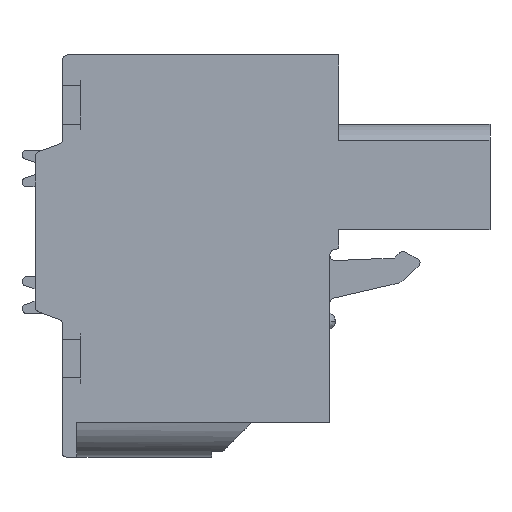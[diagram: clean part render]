
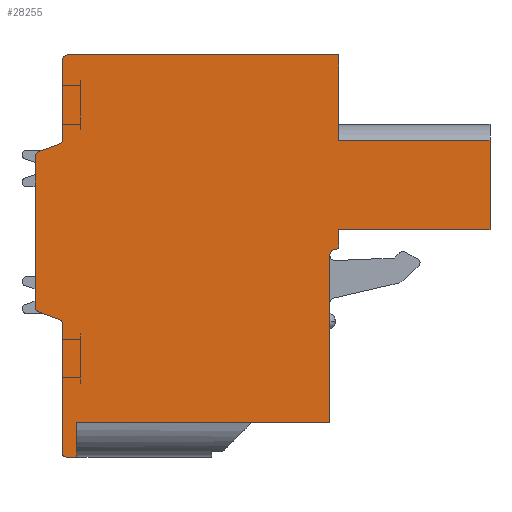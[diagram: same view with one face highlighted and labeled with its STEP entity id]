
A CAD part, front view. The second image highlights one B-rep face of the part: STEP entity #28255.
In plain terms, the highlighted planar face has unit normal (0, -1, 0).
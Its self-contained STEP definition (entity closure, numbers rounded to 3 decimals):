
#2551=DIRECTION('',(0.,0.,1.));
#2552=VECTOR('',#2551,4.7);
#2553=CARTESIAN_POINT('',(4.181,-111.66,6.775));
#2554=LINE('',#2553,#2552);
#2752=DIRECTION('',(-1.,0.,0.));
#2753=VECTOR('',#2752,8.3);
#2754=CARTESIAN_POINT('',(12.481,-111.66,6.775));
#2755=LINE('',#2754,#2753);
#2756=DIRECTION('',(0.,0.,-1.));
#2757=VECTOR('',#2756,4.9);
#2758=CARTESIAN_POINT('',(12.481,-111.66,6.775));
#2759=LINE('',#2758,#2757);
#2760=DIRECTION('',(-1.,0.,0.));
#2761=VECTOR('',#2760,8.3);
#2762=CARTESIAN_POINT('',(12.481,-111.66,1.875));
#2763=LINE('',#2762,#2761);
#2764=DIRECTION('',(0.,0.,-1.));
#2765=VECTOR('',#2764,0.901);
#2766=CARTESIAN_POINT('',(4.181,-111.66,1.875));
#2767=LINE('',#2766,#2765);
#2768=CARTESIAN_POINT('',(3.981,-111.66,0.974));
#2769=DIRECTION('',(0.,1.,0.));
#2770=DIRECTION('',(1.,0.,0.));
#2771=AXIS2_PLACEMENT_3D('',#2768,#2769,#2770);
#2773=CARTESIAN_POINT('',(3.981,-111.66,0.474));
#2774=DIRECTION('',(0.,-1.,0.));
#2775=DIRECTION('',(0.,0.,1.));
#2776=AXIS2_PLACEMENT_3D('',#2773,#2774,#2775);
#2778=DIRECTION('',(-1.,0.,0.));
#2779=VECTOR('',#2778,13.9);
#2780=CARTESIAN_POINT('',(3.681,-111.66,-8.725));
#2781=LINE('',#2780,#2779);
#2782=DIRECTION('',(0.,0.,-1.));
#2783=VECTOR('',#2782,1.9);
#2784=CARTESIAN_POINT('',(-10.219,-111.66,-8.725));
#2785=LINE('',#2784,#2783);
#2786=DIRECTION('',(-1.,0.,0.));
#2787=VECTOR('',#2786,0.6);
#2788=CARTESIAN_POINT('',(-10.219,-111.66,-10.625));
#2789=LINE('',#2788,#2787);
#2790=CARTESIAN_POINT('',(-10.819,-111.66,-10.425));
#2791=DIRECTION('',(0.,1.,0.));
#2792=DIRECTION('',(0.,0.,-1.));
#2793=AXIS2_PLACEMENT_3D('',#2790,#2791,#2792);
#2795=DIRECTION('',(0.,0.,1.));
#2796=VECTOR('',#2795,7.095);
#2797=CARTESIAN_POINT('',(-11.019,-111.66,-10.425));
#2798=LINE('',#2797,#2796);
#2799=CARTESIAN_POINT('',(-11.319,-111.66,-3.33));
#2800=DIRECTION('',(0.,-1.,0.));
#2801=DIRECTION('',(1.,0.,0.));
#2802=AXIS2_PLACEMENT_3D('',#2799,#2800,#2801);
#2804=DIRECTION('',(-0.94,0.,0.342));
#2805=VECTOR('',#2804,1.176);
#2806=CARTESIAN_POINT('',(-11.216,-111.66,-3.048));
#2807=LINE('',#2806,#2805);
#2808=CARTESIAN_POINT('',(-12.219,-111.66,-2.364));
#2809=DIRECTION('',(0.,1.,0.));
#2810=DIRECTION('',(-0.342,0.,-0.94));
#2811=AXIS2_PLACEMENT_3D('',#2808,#2809,#2810);
#2813=DIRECTION('',(0.,0.,1.));
#2814=VECTOR('',#2813,8.238);
#2815=CARTESIAN_POINT('',(-12.519,-111.66,-2.364));
#2816=LINE('',#2815,#2814);
#2817=CARTESIAN_POINT('',(-12.219,-111.66,5.874));
#2818=DIRECTION('',(0.,1.,0.));
#2819=DIRECTION('',(-1.,0.,0.));
#2820=AXIS2_PLACEMENT_3D('',#2817,#2818,#2819);
#2822=DIRECTION('',(0.94,0.,0.342));
#2823=VECTOR('',#2822,1.176);
#2824=CARTESIAN_POINT('',(-12.321,-111.66,6.156));
#2825=LINE('',#2824,#2823);
#2826=CARTESIAN_POINT('',(-11.319,-111.66,6.84));
#2827=DIRECTION('',(0.,-1.,0.));
#2828=DIRECTION('',(0.342,0.,-0.94));
#2829=AXIS2_PLACEMENT_3D('',#2826,#2827,#2828);
#2831=DIRECTION('',(0.,0.,1.));
#2832=VECTOR('',#2831,4.335);
#2833=CARTESIAN_POINT('',(-11.019,-111.66,6.84));
#2834=LINE('',#2833,#2832);
#2835=CARTESIAN_POINT('',(-10.719,-111.66,11.175));
#2836=DIRECTION('',(0.,1.,0.));
#2837=DIRECTION('',(-1.,0.,0.));
#2838=AXIS2_PLACEMENT_3D('',#2835,#2836,#2837);
#2840=DIRECTION('',(1.,0.,0.));
#2841=VECTOR('',#2840,14.9);
#2842=CARTESIAN_POINT('',(-10.719,-111.66,11.475));
#2843=LINE('',#2842,#2841);
#4080=DIRECTION('',(0.,0.,1.));
#4081=VECTOR('',#4080,9.199);
#4082=CARTESIAN_POINT('',(3.681,-111.66,-8.725));
#4083=LINE('',#4082,#4081);
#20144=CARTESIAN_POINT('',(-12.519,-111.66,-2.364));
#20145=CARTESIAN_POINT('',(-12.519,-111.66,5.874));
#20146=VERTEX_POINT('',#20144);
#20147=VERTEX_POINT('',#20145);
#20148=CARTESIAN_POINT('',(-12.321,-111.66,6.156));
#20149=VERTEX_POINT('',#20148);
#20150=CARTESIAN_POINT('',(-11.216,-111.66,6.558));
#20151=VERTEX_POINT('',#20150);
#20152=CARTESIAN_POINT('',(-11.019,-111.66,6.84));
#20153=VERTEX_POINT('',#20152);
#20154=CARTESIAN_POINT('',(-11.019,-111.66,11.175));
#20155=VERTEX_POINT('',#20154);
#20156=CARTESIAN_POINT('',(-10.719,-111.66,11.475));
#20157=VERTEX_POINT('',#20156);
#20158=CARTESIAN_POINT('',(4.181,-111.66,11.475));
#20159=VERTEX_POINT('',#20158);
#20160=CARTESIAN_POINT('',(3.681,-111.66,-8.725));
#20161=CARTESIAN_POINT('',(-10.219,-111.66,-8.725));
#20162=VERTEX_POINT('',#20160);
#20163=VERTEX_POINT('',#20161);
#20164=CARTESIAN_POINT('',(-10.219,-111.66,-10.625));
#20165=VERTEX_POINT('',#20164);
#20166=CARTESIAN_POINT('',(-10.819,-111.66,-10.625));
#20167=VERTEX_POINT('',#20166);
#20168=CARTESIAN_POINT('',(-11.019,-111.66,-10.425));
#20169=VERTEX_POINT('',#20168);
#20170=CARTESIAN_POINT('',(-11.019,-111.66,-3.33));
#20171=VERTEX_POINT('',#20170);
#20172=CARTESIAN_POINT('',(-11.216,-111.66,-3.048));
#20173=VERTEX_POINT('',#20172);
#20174=CARTESIAN_POINT('',(-12.321,-111.66,-2.646));
#20175=VERTEX_POINT('',#20174);
#20186=CARTESIAN_POINT('',(4.181,-111.66,0.974));
#20187=CARTESIAN_POINT('',(3.981,-111.66,0.774));
#20188=VERTEX_POINT('',#20186);
#20189=VERTEX_POINT('',#20187);
#20190=CARTESIAN_POINT('',(4.181,-111.66,1.875));
#20191=VERTEX_POINT('',#20190);
#20192=CARTESIAN_POINT('',(3.681,-111.66,0.474));
#20193=VERTEX_POINT('',#20192);
#20194=CARTESIAN_POINT('',(12.481,-111.66,1.875));
#20195=VERTEX_POINT('',#20194);
#21429=CARTESIAN_POINT('',(4.181,-111.66,6.775));
#21431=VERTEX_POINT('',#21429);
#21434=CARTESIAN_POINT('',(12.481,-111.66,6.775));
#21435=VERTEX_POINT('',#21434);
#28205=CARTESIAN_POINT('',(0.,-111.66,0.));
#28206=DIRECTION('',(0.,1.,0.));
#28207=DIRECTION('',(1.,0.,0.));
#28208=AXIS2_PLACEMENT_3D('',#28205,#28206,#28207);
#28209=PLANE('',#28208);
#28210=ORIENTED_EDGE('',*,*,#28100,.F.);
#28211=ORIENTED_EDGE('',*,*,#26565,.T.);
#28213=ORIENTED_EDGE('',*,*,#28212,.T.);
#28215=ORIENTED_EDGE('',*,*,#28214,.T.);
#28217=ORIENTED_EDGE('',*,*,#28216,.T.);
#28219=ORIENTED_EDGE('',*,*,#28218,.T.);
#28221=ORIENTED_EDGE('',*,*,#28220,.F.);
#28223=ORIENTED_EDGE('',*,*,#28222,.T.);
#28225=ORIENTED_EDGE('',*,*,#28224,.T.);
#28227=ORIENTED_EDGE('',*,*,#28226,.T.);
#28229=ORIENTED_EDGE('',*,*,#28228,.T.);
#28231=ORIENTED_EDGE('',*,*,#28230,.T.);
#28233=ORIENTED_EDGE('',*,*,#28232,.T.);
#28235=ORIENTED_EDGE('',*,*,#28234,.T.);
#28237=ORIENTED_EDGE('',*,*,#28236,.T.);
#28239=ORIENTED_EDGE('',*,*,#28238,.T.);
#28241=ORIENTED_EDGE('',*,*,#28240,.T.);
#28243=ORIENTED_EDGE('',*,*,#28242,.T.);
#28245=ORIENTED_EDGE('',*,*,#28244,.T.);
#28247=ORIENTED_EDGE('',*,*,#28246,.T.);
#28249=ORIENTED_EDGE('',*,*,#28248,.T.);
#28251=ORIENTED_EDGE('',*,*,#28250,.T.);
#28252=ORIENTED_EDGE('',*,*,#28114,.F.);
#28253=EDGE_LOOP('',(#28210,#28211,#28213,#28215,#28217,#28219,#28221,#28223,
#28225,#28227,#28229,#28231,#28233,#28235,#28237,#28239,#28241,#28243,#28245,
#28247,#28249,#28251,#28252));
#28254=FACE_OUTER_BOUND('',#28253,.F.);
#28255=ADVANCED_FACE('',(#28254),#28209,.F.);
#2772=CIRCLE('',#2771,0.2);
#2777=CIRCLE('',#2776,0.3);
#2794=CIRCLE('',#2793,0.2);
#2803=CIRCLE('',#2802,0.3);
#2812=CIRCLE('',#2811,0.3);
#2821=CIRCLE('',#2820,0.3);
#2830=CIRCLE('',#2829,0.3);
#2839=CIRCLE('',#2838,0.3);
#26565=EDGE_CURVE('',#21435,#20195,#2759,.T.);
#28100=EDGE_CURVE('',#21435,#21431,#2755,.T.);
#28114=EDGE_CURVE('',#21431,#20159,#2554,.T.);
#28212=EDGE_CURVE('',#20195,#20191,#2763,.T.);
#28214=EDGE_CURVE('',#20191,#20188,#2767,.T.);
#28216=EDGE_CURVE('',#20188,#20189,#2772,.T.);
#28218=EDGE_CURVE('',#20189,#20193,#2777,.T.);
#28220=EDGE_CURVE('',#20162,#20193,#4083,.T.);
#28222=EDGE_CURVE('',#20162,#20163,#2781,.T.);
#28224=EDGE_CURVE('',#20163,#20165,#2785,.T.);
#28226=EDGE_CURVE('',#20165,#20167,#2789,.T.);
#28228=EDGE_CURVE('',#20167,#20169,#2794,.T.);
#28230=EDGE_CURVE('',#20169,#20171,#2798,.T.);
#28232=EDGE_CURVE('',#20171,#20173,#2803,.T.);
#28234=EDGE_CURVE('',#20173,#20175,#2807,.T.);
#28236=EDGE_CURVE('',#20175,#20146,#2812,.T.);
#28238=EDGE_CURVE('',#20146,#20147,#2816,.T.);
#28240=EDGE_CURVE('',#20147,#20149,#2821,.T.);
#28242=EDGE_CURVE('',#20149,#20151,#2825,.T.);
#28244=EDGE_CURVE('',#20151,#20153,#2830,.T.);
#28246=EDGE_CURVE('',#20153,#20155,#2834,.T.);
#28248=EDGE_CURVE('',#20155,#20157,#2839,.T.);
#28250=EDGE_CURVE('',#20157,#20159,#2843,.T.);
